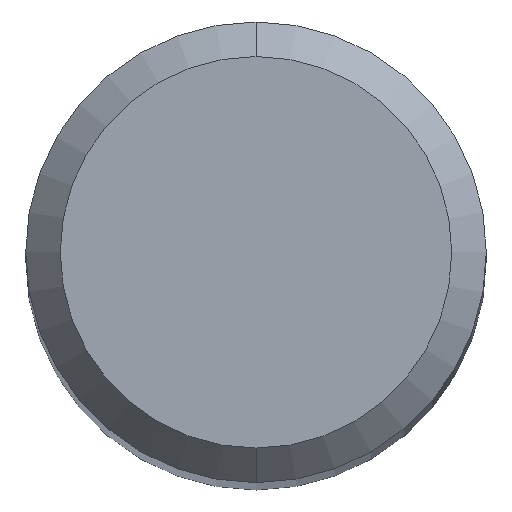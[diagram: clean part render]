
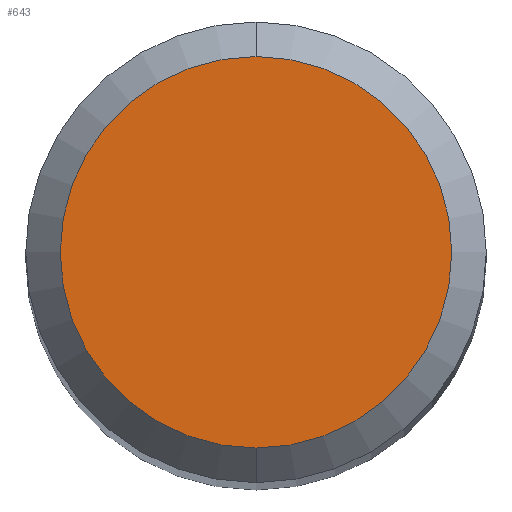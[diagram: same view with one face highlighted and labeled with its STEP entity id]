
A CAD part, top view. The second image highlights one B-rep face of the part: STEP entity #643.
In plain terms, the highlighted planar face has unit normal (0, 0, 1).
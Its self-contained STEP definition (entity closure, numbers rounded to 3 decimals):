
#587=EDGE_CURVE('',#621,#703,#1296,.T.);
#621=VERTEX_POINT('',#1335);
#643=ADVANCED_FACE('',(#1357),#1358,.T.);
#703=VERTEX_POINT('',#1423);
#713=EDGE_CURVE('',#703,#621,#1433,.T.);
#1296=CIRCLE('',#2765,1.7);
#1335=CARTESIAN_POINT('',(0.,-1.7,0.0));
#1357=FACE_OUTER_BOUND('',#3031,.T.);
#1358=PLANE('',#3032);
#1423=CARTESIAN_POINT('',(0.0,1.7,0.0));
#1433=CIRCLE('',#3398,1.7);
#2765=AXIS2_PLACEMENT_3D('',#5296,#5297,#5298);
#3031=EDGE_LOOP('',(#5364,#5365));
#3032=AXIS2_PLACEMENT_3D('',#5366,#5367,#5368);
#3398=AXIS2_PLACEMENT_3D('',#5428,#5429,#5430);
#5296=CARTESIAN_POINT('',(0.0,0.0,0.0));
#5297=DIRECTION('',(0.0,0.0,-1.0));
#5298=DIRECTION('',(0.0,1.0,0.0));
#5364=ORIENTED_EDGE('',*,*,#713,.F.);
#5365=ORIENTED_EDGE('',*,*,#587,.F.);
#5366=CARTESIAN_POINT('',(0.0,0.85,0.0));
#5367=DIRECTION('',(-0.0,0.0,1.0));
#5368=DIRECTION('',(0.0,-1.0,0.0));
#5428=CARTESIAN_POINT('',(0.0,0.0,0.0));
#5429=DIRECTION('',(0.0,0.0,-1.0));
#5430=DIRECTION('',(0.0,1.0,0.0));
